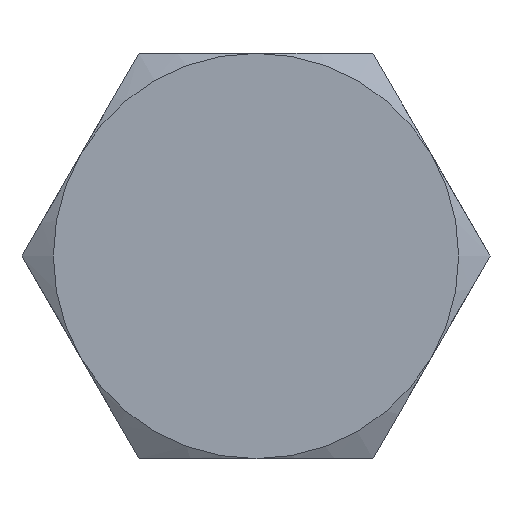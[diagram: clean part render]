
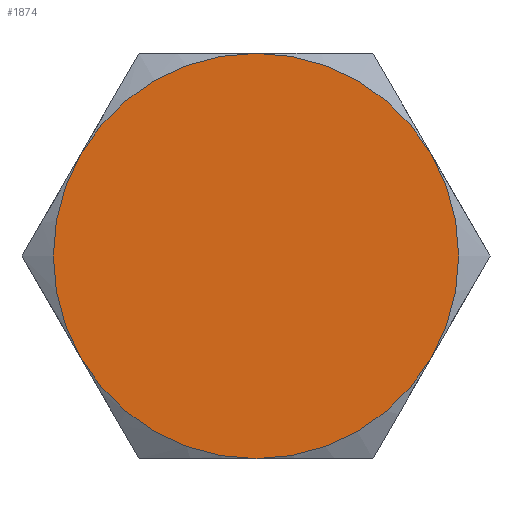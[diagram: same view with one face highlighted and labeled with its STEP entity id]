
A CAD part, left-side view. The second image highlights one B-rep face of the part: STEP entity #1874.
In plain terms, the highlighted planar face has unit normal (-1, 0, 0).
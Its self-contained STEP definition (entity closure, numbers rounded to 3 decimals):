
#16 = VERTEX_POINT ( 'NONE', #800 ) ;
#162 = ORIENTED_EDGE ( 'NONE', *, *, #2781, .T. ) ;
#217 = PLANE ( 'NONE',  #1809 ) ;
#223 = ORIENTED_EDGE ( 'NONE', *, *, #2773, .F. ) ;
#337 = FACE_OUTER_BOUND ( 'NONE', #1940, .T. ) ;
#420 = DIRECTION ( 'NONE',  ( 1., 0., 0. ) ) ;
#430 = CARTESIAN_POINT ( 'NONE',  ( 0., 0., 0. ) ) ;
#689 = DIRECTION ( 'NONE',  ( 0., 0., -1. ) ) ;
#726 = AXIS2_PLACEMENT_3D ( 'NONE', #1489, #3331, #1761 ) ;
#765 = DIRECTION ( 'NONE',  ( 1., 0., 0. ) ) ;
#800 = CARTESIAN_POINT ( 'NONE',  ( 0., -5.629, -3.25 ) ) ;
#823 = CIRCLE ( 'NONE', #1091, 6.5 ) ;
#925 = VERTEX_POINT ( 'NONE', #2591 ) ;
#1063 = DIRECTION ( 'NONE',  ( 1., 0., 0. ) ) ;
#1091 = AXIS2_PLACEMENT_3D ( 'NONE', #2674, #1063, #2941 ) ;
#1203 = AXIS2_PLACEMENT_3D ( 'NONE', #1513, #3354, #1784 ) ;
#1211 = AXIS2_PLACEMENT_3D ( 'NONE', #430, #2311, #689 ) ;
#1216 = AXIS2_PLACEMENT_3D ( 'NONE', #2029, #420, #2299 ) ;
#1222 = AXIS2_PLACEMENT_3D ( 'NONE', #3095, #1503, #3344 ) ;
#1340 = CIRCLE ( 'NONE', #1211, 6.5 ) ;
#1375 = CIRCLE ( 'NONE', #726, 6.5 ) ;
#1489 = CARTESIAN_POINT ( 'NONE',  ( 0., 0., 0. ) ) ;
#1503 = DIRECTION ( 'NONE',  ( 1., 0., 0. ) ) ;
#1513 = CARTESIAN_POINT ( 'NONE',  ( 0., 0., 0. ) ) ;
#1544 = CARTESIAN_POINT ( 'NONE',  ( 0., 5.629, 3.25 ) ) ;
#1761 = DIRECTION ( 'NONE',  ( 0., 0., -1. ) ) ;
#1784 = DIRECTION ( 'NONE',  ( 0., 0., 1. ) ) ;
#1809 = AXIS2_PLACEMENT_3D ( 'NONE', #1970, #765, #2155 ) ;
#1874 = ADVANCED_FACE ( 'NONE', ( #337 ), #217, .F. ) ;
#1885 = CIRCLE ( 'NONE', #1203, 6.5 ) ;
#1940 = EDGE_LOOP ( 'NONE', ( #2473, #223, #2951, #2062, #162, #3022 ) ) ;
#1967 = CIRCLE ( 'NONE', #1216, 6.5 ) ;
#1970 = CARTESIAN_POINT ( 'NONE',  ( 0., 7.506, 0. ) ) ;
#2029 = CARTESIAN_POINT ( 'NONE',  ( 0., 0., 0. ) ) ;
#2043 = CARTESIAN_POINT ( 'NONE',  ( 0., 0., -6.5 ) ) ;
#2062 = ORIENTED_EDGE ( 'NONE', *, *, #3211, .F. ) ;
#2155 = DIRECTION ( 'NONE',  ( 0., 0., -1. ) ) ;
#2224 = VERTEX_POINT ( 'NONE', #2043 ) ;
#2299 = DIRECTION ( 'NONE',  ( 0., 0., -1. ) ) ;
#2311 = DIRECTION ( 'NONE',  ( 1., 0., 0. ) ) ;
#2345 = VERTEX_POINT ( 'NONE', #1544 ) ;
#2473 = ORIENTED_EDGE ( 'NONE', *, *, #2870, .F. ) ;
#2520 = CARTESIAN_POINT ( 'NONE',  ( 0., 0., 6.5 ) ) ;
#2591 = CARTESIAN_POINT ( 'NONE',  ( 0., -5.629, 3.25 ) ) ;
#2674 = CARTESIAN_POINT ( 'NONE',  ( 0., 0., 0. ) ) ;
#2678 = CIRCLE ( 'NONE', #1222, 6.5 ) ;
#2737 = VERTEX_POINT ( 'NONE', #2520 ) ;
#2773 = EDGE_CURVE ( 'NONE', #16, #2224, #2678, .T. ) ;
#2775 = EDGE_CURVE ( 'NONE', #925, #16, #1967, .T. ) ;
#2781 = EDGE_CURVE ( 'NONE', #2737, #2345, #1885, .T. ) ;
#2786 = EDGE_CURVE ( 'NONE', #3066, #2345, #1340, .T. ) ;
#2870 = EDGE_CURVE ( 'NONE', #2224, #3066, #823, .T. ) ;
#2941 = DIRECTION ( 'NONE',  ( 0., 0., -1. ) ) ;
#2951 = ORIENTED_EDGE ( 'NONE', *, *, #2775, .F. ) ;
#3022 = ORIENTED_EDGE ( 'NONE', *, *, #2786, .F. ) ;
#3066 = VERTEX_POINT ( 'NONE', #3194 ) ;
#3095 = CARTESIAN_POINT ( 'NONE',  ( 0., 0., 0. ) ) ;
#3194 = CARTESIAN_POINT ( 'NONE',  ( 0., 5.629, -3.25 ) ) ;
#3211 = EDGE_CURVE ( 'NONE', #2737, #925, #1375, .T. ) ;
#3331 = DIRECTION ( 'NONE',  ( 1., 0., 0. ) ) ;
#3344 = DIRECTION ( 'NONE',  ( 0., 0., -1. ) ) ;
#3354 = DIRECTION ( 'NONE',  ( -1., 0., 0. ) ) ;
